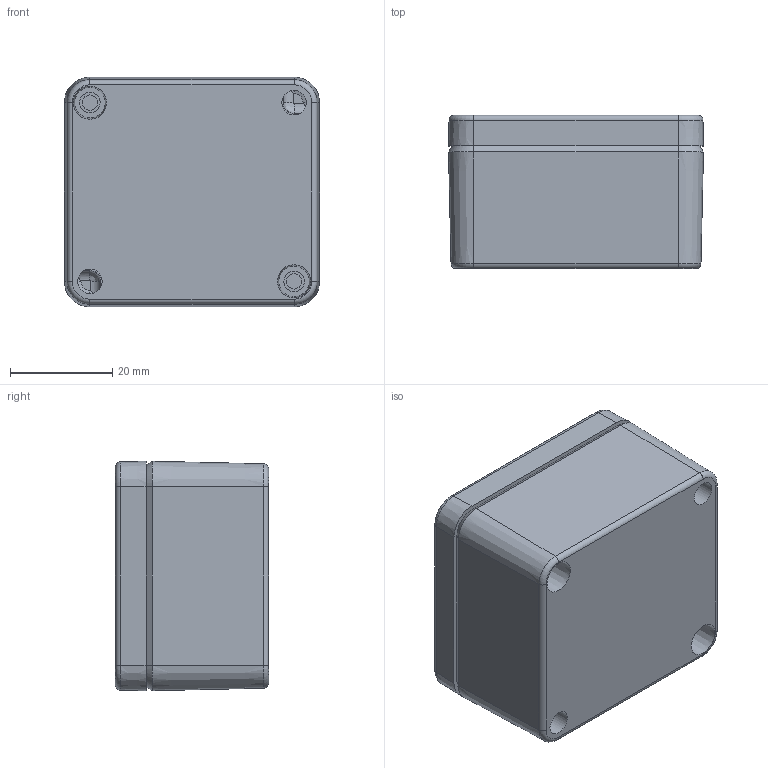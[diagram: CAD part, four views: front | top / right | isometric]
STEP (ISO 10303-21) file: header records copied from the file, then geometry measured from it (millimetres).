
FILE_DESCRIPTION( ( 'STEP AP214' ), '1' );
FILE_NAME( '15000101.stp', '2020-07-23T16:10:23', ( 'License CC BY-ND 4.0' ), ( 'CADENAS' ), ' ', 'PARTsolutions', ' ' );
FILE_SCHEMA( ( 'AUTOMOTIVE_DESIGN { 1 0 10303 214 1 1 1 1 }' ) );
Length unit declared in the file: millimetre
Products named in the file (8): 15000101; KASTEN-AL55-3; KASTEN-AL55-3-1; DECKEL-AL55; SCHRAUBE_AL-GEH_M4X20; SCHRAUBE_AL-GEH_M4X20-1
Assembly tree (9 placements, depth 2):
  15000101
    KASTEN-AL55-3
    KASTEN-AL55-3-1
    KASTEN-AL55-3-1
    KASTEN-AL55-3-1
    DECKEL-AL55
    SCHRAUBE_AL-GEH_M4X20  x2
    SCHRAUBE_AL-GEH_M4X20-1  x2
Bounding box: 50 x 30 x 45 mm (x, y, z)
Volume: 26102.3 mm3; surface area: 21768.3 mm2
Topology: 4 solids, 12 shells, 388 faces, 924 edges, 567 vertices
Faces by surface type: plane 146, cylinder 96, cone 66, torus 54, bspline 26
Full cylindrical faces by diameter (mm): 3 x2, 3.2 x1, 3.25 x2, 3.5 x3, 3.6 x1, 4 x5, 4.8 x2
Entity records: 11766 total; most frequent: CARTESIAN_POINT 3913, DIRECTION 1572, ORIENTED_EDGE 1556, EDGE_CURVE 790, AXIS2_PLACEMENT_3D 619, VERTEX_POINT 497, EDGE_LOOP 430, FACE_OUTER_BOUND 368
